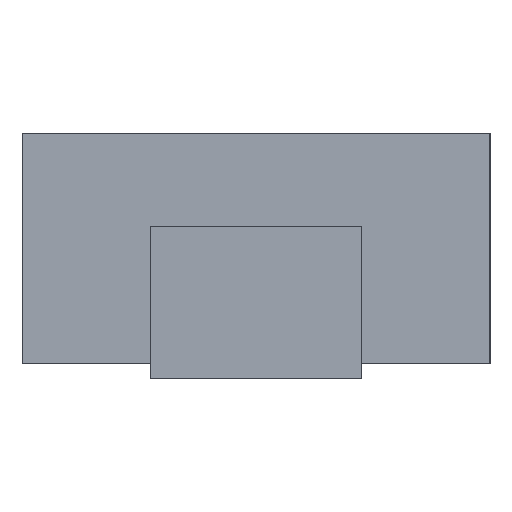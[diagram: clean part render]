
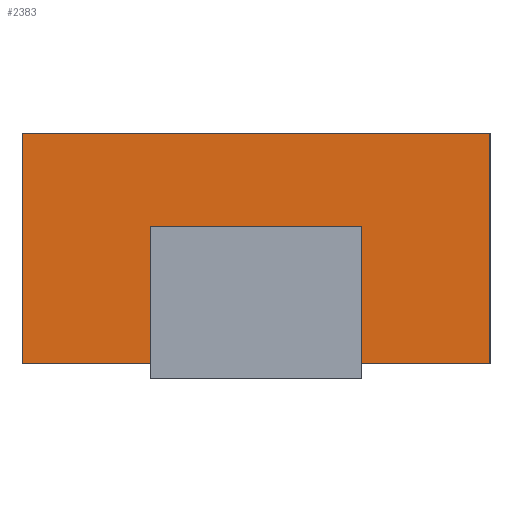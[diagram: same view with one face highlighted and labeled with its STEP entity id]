
A CAD part, left-side view. The second image highlights one B-rep face of the part: STEP entity #2383.
In plain terms, the highlighted planar face has unit normal (-1, 0, 0).
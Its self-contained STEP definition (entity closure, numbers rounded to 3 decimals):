
#46=LINE('',#3277,#287);
#50=LINE('',#3556,#291);
#52=LINE('',#3559,#293);
#53=LINE('',#3562,#294);
#54=LINE('',#3564,#295);
#55=LINE('',#3566,#296);
#56=LINE('',#3567,#297);
#57=LINE('',#3569,#298);
#287=VECTOR('',#2676,1000.);
#291=VECTOR('',#2682,1000.);
#293=VECTOR('',#2686,1000.);
#294=VECTOR('',#2687,1000.);
#295=VECTOR('',#2688,1000.);
#296=VECTOR('',#2689,1000.);
#297=VECTOR('',#2690,1000.);
#298=VECTOR('',#2691,1000.);
#624=ORIENTED_EDGE('',*,*,#1333,.T.);
#625=ORIENTED_EDGE('',*,*,#1334,.T.);
#626=ORIENTED_EDGE('',*,*,#1335,.T.);
#627=ORIENTED_EDGE('',*,*,#1336,.T.);
#628=ORIENTED_EDGE('',*,*,#1337,.T.);
#629=ORIENTED_EDGE('',*,*,#1338,.F.);
#630=ORIENTED_EDGE('',*,*,#1251,.F.);
#631=ORIENTED_EDGE('',*,*,#1331,.T.);
#1251=EDGE_CURVE('',#1606,#1607,#46,.T.);
#1331=EDGE_CURVE('',#1606,#1686,#50,.T.);
#1333=EDGE_CURVE('',#1687,#1688,#52,.T.);
#1334=EDGE_CURVE('',#1688,#1689,#53,.T.);
#1335=EDGE_CURVE('',#1689,#1690,#54,.T.);
#1336=EDGE_CURVE('',#1690,#1687,#55,.T.);
#1337=EDGE_CURVE('',#1686,#1691,#56,.T.);
#1338=EDGE_CURVE('',#1607,#1691,#57,.T.);
#1606=VERTEX_POINT('',#3276);
#1607=VERTEX_POINT('',#3278);
#1686=VERTEX_POINT('',#3555);
#1687=VERTEX_POINT('',#3560);
#1688=VERTEX_POINT('',#3561);
#1689=VERTEX_POINT('',#3563);
#1690=VERTEX_POINT('',#3565);
#1691=VERTEX_POINT('',#3568);
#1957=EDGE_LOOP('',(#624,#625,#626,#627));
#1958=EDGE_LOOP('',(#628,#629,#630,#631));
#2114=FACE_BOUND('',#1957,.T.);
#2115=FACE_BOUND('',#1958,.T.);
#2260=PLANE('',#2548);
#2383=ADVANCED_FACE('',(#2114,#2115),#2260,.F.);
#2548=AXIS2_PLACEMENT_3D('',#3558,#2684,#2685);
#2676=DIRECTION('',(0.,-1.,0.));
#2682=DIRECTION('',(0.,0.,-1.));
#2684=DIRECTION('',(1.,0.,0.));
#2685=DIRECTION('',(0.,1.,0.));
#2686=DIRECTION('',(0.,0.,1.));
#2687=DIRECTION('',(0.,-1.,0.));
#2688=DIRECTION('',(0.,0.,-1.));
#2689=DIRECTION('',(0.,1.,0.));
#2690=DIRECTION('',(0.,-1.,0.));
#2691=DIRECTION('',(0.,0.,-1.));
#3276=CARTESIAN_POINT('',(-4.1,3.15,3.1));
#3277=CARTESIAN_POINT('',(-4.1,3.15,3.1));
#3278=CARTESIAN_POINT('',(-4.1,-3.15,3.1));
#3555=CARTESIAN_POINT('',(-4.1,3.15,0.));
#3556=CARTESIAN_POINT('',(-4.1,3.15,3.1));
#3558=CARTESIAN_POINT('',(-4.1,3.15,3.1));
#3559=CARTESIAN_POINT('',(-4.1,1.425,3.1));
#3560=CARTESIAN_POINT('',(-4.1,1.425,1.651));
#3561=CARTESIAN_POINT('',(-4.1,1.425,1.851));
#3562=CARTESIAN_POINT('',(-4.1,3.15,1.851));
#3563=CARTESIAN_POINT('',(-4.1,-1.425,1.851));
#3564=CARTESIAN_POINT('',(-4.1,-1.425,3.1));
#3565=CARTESIAN_POINT('',(-4.1,-1.425,1.651));
#3566=CARTESIAN_POINT('',(-4.1,3.15,1.651));
#3567=CARTESIAN_POINT('',(-4.1,3.15,0.));
#3568=CARTESIAN_POINT('',(-4.1,-3.15,0.));
#3569=CARTESIAN_POINT('',(-4.1,-3.15,3.1));
